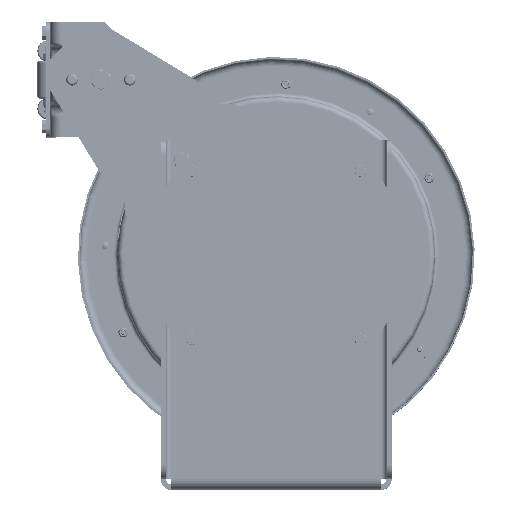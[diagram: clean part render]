
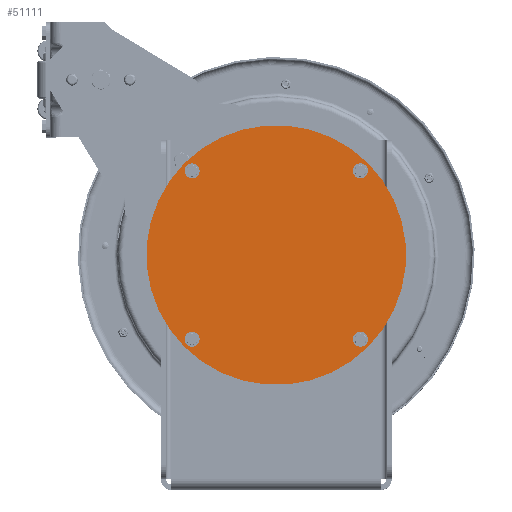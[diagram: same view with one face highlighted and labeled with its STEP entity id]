
A CAD part, top view. The second image highlights one B-rep face of the part: STEP entity #51111.
In plain terms, the highlighted planar face has unit normal (0, 0, 1).
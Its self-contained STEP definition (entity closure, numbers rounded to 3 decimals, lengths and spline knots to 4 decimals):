
#3275=FACE_BOUND('',#11205,.T.);
#3276=FACE_BOUND('',#11206,.T.);
#3277=FACE_BOUND('',#11207,.T.);
#3278=FACE_BOUND('',#11208,.T.);
#4562=PLANE('',#56361);
#7136=FACE_OUTER_BOUND('',#11204,.T.);
#11204=EDGE_LOOP('',(#40479));
#11205=EDGE_LOOP('',(#40480));
#11206=EDGE_LOOP('',(#40481));
#11207=EDGE_LOOP('',(#40482));
#11208=EDGE_LOOP('',(#40483));
#19257=CIRCLE('',#56348,0.1405);
#19259=CIRCLE('',#56351,0.1405);
#19261=CIRCLE('',#56354,0.1405);
#19263=CIRCLE('',#56357,0.1405);
#19264=CIRCLE('',#56359,4.5);
#23317=VERTEX_POINT('',#93350);
#23319=VERTEX_POINT('',#93355);
#23321=VERTEX_POINT('',#93360);
#23323=VERTEX_POINT('',#93365);
#23324=VERTEX_POINT('',#93368);
#29307=EDGE_CURVE('',#23317,#23317,#19257,.T.);
#29309=EDGE_CURVE('',#23319,#23319,#19259,.T.);
#29311=EDGE_CURVE('',#23321,#23321,#19261,.T.);
#29313=EDGE_CURVE('',#23323,#23323,#19263,.T.);
#29314=EDGE_CURVE('',#23324,#23324,#19264,.T.);
#40479=ORIENTED_EDGE('',*,*,#29314,.F.);
#40480=ORIENTED_EDGE('',*,*,#29307,.T.);
#40481=ORIENTED_EDGE('',*,*,#29309,.T.);
#40482=ORIENTED_EDGE('',*,*,#29311,.T.);
#40483=ORIENTED_EDGE('',*,*,#29313,.T.);
#51111=ADVANCED_FACE('',(#7136,#3275,#3276,#3277,#3278),#4562,.F.);
#56348=AXIS2_PLACEMENT_3D('',#93351,#68198,#68199);
#56351=AXIS2_PLACEMENT_3D('',#93356,#68204,#68205);
#56354=AXIS2_PLACEMENT_3D('',#93361,#68210,#68211);
#56357=AXIS2_PLACEMENT_3D('',#93366,#68216,#68217);
#56359=AXIS2_PLACEMENT_3D('',#93369,#68220,#68221);
#56361=AXIS2_PLACEMENT_3D('',#93372,#68224,#68225);
#68198=DIRECTION('center_axis',(0.,0.,
-1.));
#68199=DIRECTION('ref_axis',(-0.707,-0.707,0.));
#68204=DIRECTION('center_axis',(0.,0.,
-1.));
#68205=DIRECTION('ref_axis',(-0.707,0.707,0.));
#68210=DIRECTION('center_axis',(0.,0.,
-1.));
#68211=DIRECTION('ref_axis',(0.707,0.707,0.));
#68216=DIRECTION('center_axis',(0.,0.,
-1.));
#68217=DIRECTION('ref_axis',(0.707,-0.707,0.));
#68220=DIRECTION('center_axis',(0.,0.,
-1.));
#68221=DIRECTION('ref_axis',(-0.707,0.707,0.));
#68224=DIRECTION('center_axis',(0.,0.,
-1.));
#68225=DIRECTION('ref_axis',(-0.707,0.707,0.));
#93350=CARTESIAN_POINT('',(2.021,-9.8161,-5.8212));
#93351=CARTESIAN_POINT('Origin',(2.1203,-9.7168,-5.8212));
#93355=CARTESIAN_POINT('',(-3.8127,-9.6174,-5.8212));
#93356=CARTESIAN_POINT('Origin',(-3.7133,-9.7168,-5.8212));
#93360=CARTESIAN_POINT('',(-3.614,-3.7838,-5.8212));
#93361=CARTESIAN_POINT('Origin',(-3.7133,-3.8832,-5.8212));
#93365=CARTESIAN_POINT('',(2.2197,-3.9825,-5.8212));
#93366=CARTESIAN_POINT('Origin',(2.1203,-3.8832,-5.8212));
#93368=CARTESIAN_POINT('',(2.3855,-9.9819,-5.8212));
#93369=CARTESIAN_POINT('Origin',(-0.7965,-6.8,-5.8212));
#93372=CARTESIAN_POINT('Origin',(-0.7965,-6.8,-5.8212));
